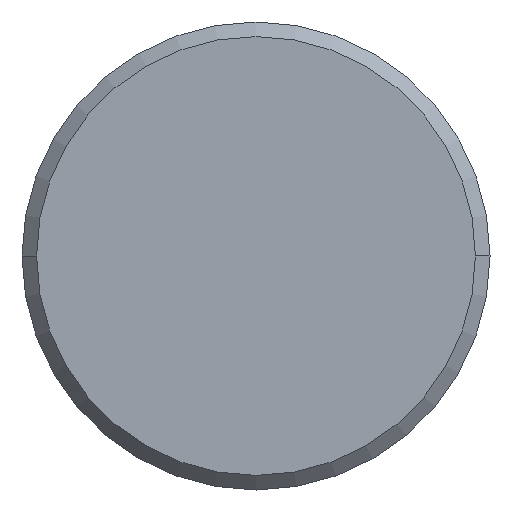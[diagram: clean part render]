
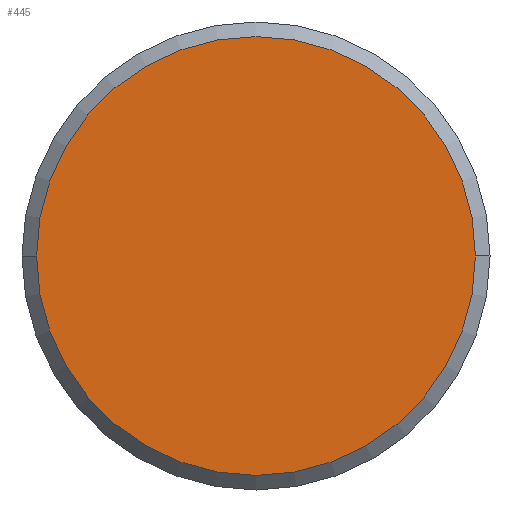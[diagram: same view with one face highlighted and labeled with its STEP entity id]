
A CAD part, left-side view. The second image highlights one B-rep face of the part: STEP entity #445.
In plain terms, the highlighted planar face has unit normal (-1, 0, 0).
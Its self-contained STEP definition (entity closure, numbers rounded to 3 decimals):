
#14 = CARTESIAN_POINT ( 'NONE',  ( -60., 0., 0. ) ) ;
#23 = ORIENTED_EDGE ( 'NONE', *, *, #202, .F. ) ;
#24 = FACE_OUTER_BOUND ( 'NONE', #242, .T. ) ;
#72 = CIRCLE ( 'NONE', #152, 7.5 ) ;
#74 = DIRECTION ( 'NONE',  ( 0., 1., 0. ) ) ;
#77 = AXIS2_PLACEMENT_3D ( 'NONE', #258, #93, #342 ) ;
#79 = VERTEX_POINT ( 'NONE', #344 ) ;
#93 = DIRECTION ( 'NONE',  ( -1., 0., 0. ) ) ;
#115 = ORIENTED_EDGE ( 'NONE', *, *, #370, .F. ) ;
#152 = AXIS2_PLACEMENT_3D ( 'NONE', #313, #391, #209 ) ;
#184 = PLANE ( 'NONE',  #77 ) ;
#202 = EDGE_CURVE ( 'NONE', #241, #79, #72, .T. ) ;
#209 = DIRECTION ( 'NONE',  ( 0., 1., 0. ) ) ;
#241 = VERTEX_POINT ( 'NONE', #244 ) ;
#242 = EDGE_LOOP ( 'NONE', ( #115, #23 ) ) ;
#244 = CARTESIAN_POINT ( 'NONE',  ( -60., -7.5, 0. ) ) ;
#258 = CARTESIAN_POINT ( 'NONE',  ( -60., 0., 0. ) ) ;
#286 = CIRCLE ( 'NONE', #371, 7.5 ) ;
#310 = DIRECTION ( 'NONE',  ( 1., 0., 0. ) ) ;
#313 = CARTESIAN_POINT ( 'NONE',  ( -60., 0., 0. ) ) ;
#342 = DIRECTION ( 'NONE',  ( 0., -1., 0. ) ) ;
#344 = CARTESIAN_POINT ( 'NONE',  ( -60., 7.5, 0. ) ) ;
#370 = EDGE_CURVE ( 'NONE', #79, #241, #286, .T. ) ;
#371 = AXIS2_PLACEMENT_3D ( 'NONE', #14, #310, #74 ) ;
#391 = DIRECTION ( 'NONE',  ( 1., 0., 0. ) ) ;
#445 = ADVANCED_FACE ( 'NONE', ( #24 ), #184, .T. ) ;
